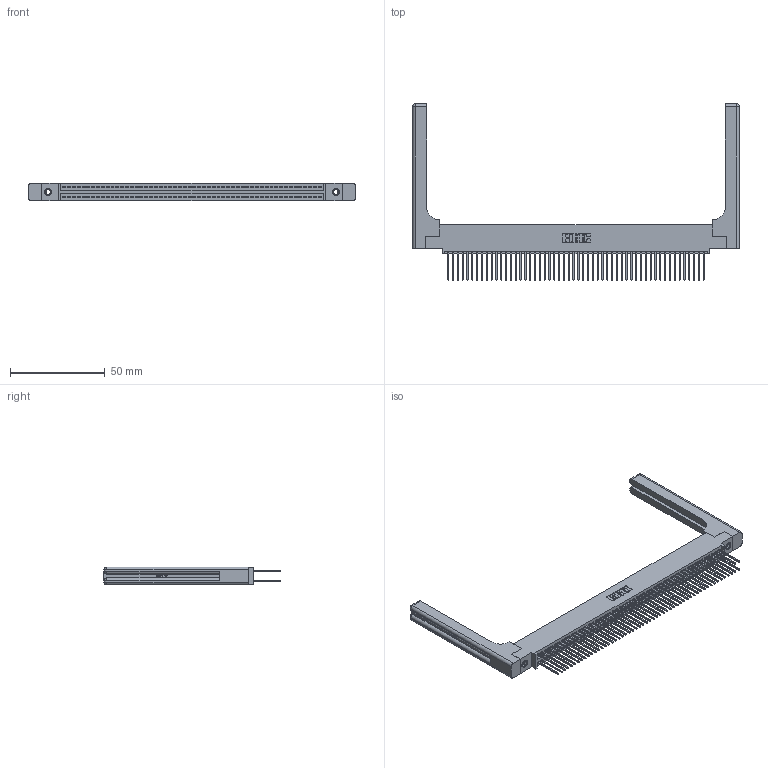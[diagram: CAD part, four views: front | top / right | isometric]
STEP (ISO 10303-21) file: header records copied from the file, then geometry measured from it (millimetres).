
FILE_DESCRIPTION (( 'STEP AP203' ), '1' );
FILE_NAME ('395-108-540-558.STEP', '2019-10-27T07:48:43', ( '' ), ( '' ), 'SwSTEP 2.0', 'SolidWorks 2016', '' );
FILE_SCHEMA (( 'CONFIG_CONTROL_DESIGN' ));
Length unit declared in the file: inch
Products named in the file (5): 345 Part_0.110 Offset - 0.156 Dia-TH; 345-292-001_345-293-140; 345-250-001_345-250-001-102; 345-220-058_345-220-058; 395-108-540-558
Assembly tree (113 placements, depth 2):
  395-108-540-558
    345 Part_0.110 Offset - 0.156 Dia-TH
    345-292-001_345-293-140  x108
    345-250-001_345-250-001-102  x2
    345-220-058_345-220-058  x2
Bounding box: 172.19 x 92.89 x 9.4 mm (x, y, z)
Volume: 25649 mm3; surface area: 32669.4 mm2
Topology: 113 solids, 113 shells, 5786 faces, 17111 edges, 11242 vertices
Faces by surface type: plane 3796, cylinder 1930, bspline 36, cone 12, sphere 8, torus 4
Entity records: 46086 total; most frequent: CARTESIAN_POINT 8709, ORIENTED_EDGE 7440, DIRECTION 6596, EDGE_CURVE 3720, LINE 3280, VECTOR 3280, VERTEX_POINT 2470, AXIS2_PLACEMENT_3D 1658
